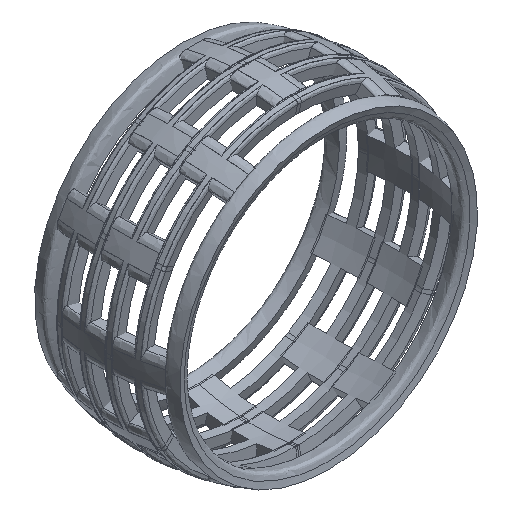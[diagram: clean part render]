
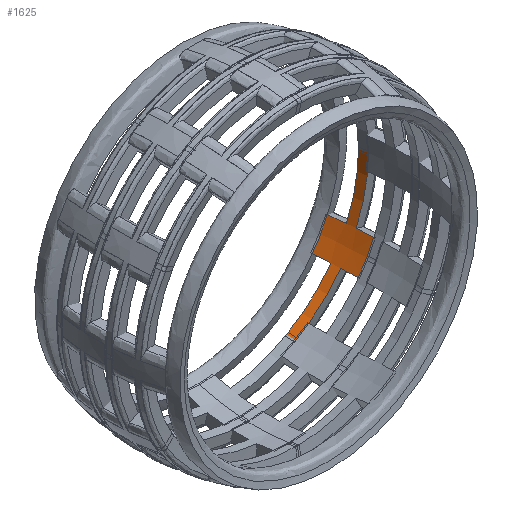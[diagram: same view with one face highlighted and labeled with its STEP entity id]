
A CAD part, isometric view. The second image highlights one B-rep face of the part: STEP entity #1625.
In plain terms, the highlighted free-form (B-spline) face has degree [3, 3] with [4, 8] control points.
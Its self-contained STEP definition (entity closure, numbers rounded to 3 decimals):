
#1625 = ADVANCED_FACE('',(#1626),#1744,.T.);
#1626 = FACE_BOUND('',#1627,.T.);
#1627 = EDGE_LOOP('',(#1628,#1640,#1649,#1658,#1667,#1676,#1685,#1695,
    #1704,#1716,#1725,#1737));
#1628 = ORIENTED_EDGE('',*,*,#1629,.T.);
#1629 = EDGE_CURVE('',#1630,#1632,#1634,.T.);
#1630 = VERTEX_POINT('',#1631);
#1631 = CARTESIAN_POINT('',(10.275,1.355,
    -7.502));
#1632 = VERTEX_POINT('',#1633);
#1633 = CARTESIAN_POINT('',(11.635,1.355,
    -5.147));
#1634 = B_SPLINE_CURVE_WITH_KNOTS('',3,(#1635,#1636,#1637,#1638,#1639),
  .UNSPECIFIED.,.F.,.F.,(4,1,4),(-18.4,-18.,-17.6),
  .QUASI_UNIFORM_KNOTS.);
#1635 = CARTESIAN_POINT('',(10.275,1.355,
    -7.502));
#1636 = CARTESIAN_POINT('',(10.542,1.355,
    -7.136));
#1637 = CARTESIAN_POINT('',(11.039,1.355,
    -6.373));
#1638 = CARTESIAN_POINT('',(11.451,1.355,
    -5.563));
#1639 = CARTESIAN_POINT('',(11.635,1.355,
    -5.147));
#1640 = ORIENTED_EDGE('',*,*,#1641,.T.);
#1641 = EDGE_CURVE('',#1632,#1642,#1644,.T.);
#1642 = VERTEX_POINT('',#1643);
#1643 = CARTESIAN_POINT('',(11.474,2.83,
    -5.076));
#1644 = B_SPLINE_CURVE_WITH_KNOTS('',3,(#1645,#1646,#1647,#1648),
  .UNSPECIFIED.,.F.,.F.,(4,4),(-17.6,-16.),.PIECEWISE_BEZIER_KNOTS.);
#1645 = CARTESIAN_POINT('',(11.635,1.355,
    -5.147));
#1646 = CARTESIAN_POINT('',(11.6,1.849,
    -5.132));
#1647 = CARTESIAN_POINT('',(11.546,2.341,
    -5.108));
#1648 = CARTESIAN_POINT('',(11.474,2.83,
    -5.076));
#1649 = ORIENTED_EDGE('',*,*,#1650,.T.);
#1650 = EDGE_CURVE('',#1642,#1651,#1653,.T.);
#1651 = VERTEX_POINT('',#1652);
#1652 = CARTESIAN_POINT('',(12.545,2.83,
    0.149));
#1653 = B_SPLINE_CURVE_WITH_KNOTS('',3,(#1654,#1655,#1656,#1657),
  .UNSPECIFIED.,.F.,.F.,(4,4),(-16.,-14.4),.PIECEWISE_BEZIER_KNOTS.);
#1654 = CARTESIAN_POINT('',(11.474,2.83,
    -5.076));
#1655 = CARTESIAN_POINT('',(12.199,2.83,
    -3.438));
#1656 = CARTESIAN_POINT('',(12.567,2.83,
    -1.642));
#1657 = CARTESIAN_POINT('',(12.545,2.83,
    0.149));
#1658 = ORIENTED_EDGE('',*,*,#1659,.T.);
#1659 = EDGE_CURVE('',#1651,#1660,#1662,.T.);
#1660 = VERTEX_POINT('',#1661);
#1661 = CARTESIAN_POINT('',(12.412,3.561,
    0.147));
#1662 = B_SPLINE_CURVE_WITH_KNOTS('',3,(#1663,#1664,#1665,#1666),
  .UNSPECIFIED.,.F.,.F.,(4,4),(-14.4,-13.6),.PIECEWISE_BEZIER_KNOTS.);
#1663 = CARTESIAN_POINT('',(12.545,2.83,0.149
    ));
#1664 = CARTESIAN_POINT('',(12.506,3.075,0.148)
  );
#1665 = CARTESIAN_POINT('',(12.461,3.319,
    0.148));
#1666 = CARTESIAN_POINT('',(12.412,3.561,
    0.147));
#1667 = ORIENTED_EDGE('',*,*,#1668,.T.);
#1668 = EDGE_CURVE('',#1660,#1669,#1671,.T.);
#1669 = VERTEX_POINT('',#1670);
#1670 = CARTESIAN_POINT('',(11.352,3.561,
    -5.022));
#1671 = B_SPLINE_CURVE_WITH_KNOTS('',3,(#1672,#1673,#1674,#1675),
  .UNSPECIFIED.,.F.,.F.,(4,4),(-13.6,-12.),.PIECEWISE_BEZIER_KNOTS.);
#1672 = CARTESIAN_POINT('',(12.412,3.561,
    0.147));
#1673 = CARTESIAN_POINT('',(12.434,3.561,
    -1.625));
#1674 = CARTESIAN_POINT('',(12.069,3.561,
    -3.402));
#1675 = CARTESIAN_POINT('',(11.352,3.561,
    -5.022));
#1676 = ORIENTED_EDGE('',*,*,#1677,.T.);
#1677 = EDGE_CURVE('',#1669,#1678,#1680,.T.);
#1678 = VERTEX_POINT('',#1679);
#1679 = CARTESIAN_POINT('',(11.03,5.005,
    -4.88));
#1680 = B_SPLINE_CURVE_WITH_KNOTS('',3,(#1681,#1682,#1683,#1684),
  .UNSPECIFIED.,.F.,.F.,(4,4),(-12.,-10.4),.PIECEWISE_BEZIER_KNOTS.);
#1681 = CARTESIAN_POINT('',(11.352,3.561,
    -5.022));
#1682 = CARTESIAN_POINT('',(11.262,4.047,
    -4.982));
#1683 = CARTESIAN_POINT('',(11.154,4.529,
    -4.935));
#1684 = CARTESIAN_POINT('',(11.03,5.005,
    -4.88));
#1685 = ORIENTED_EDGE('',*,*,#1686,.T.);
#1686 = EDGE_CURVE('',#1678,#1687,#1689,.T.);
#1687 = VERTEX_POINT('',#1688);
#1688 = CARTESIAN_POINT('',(9.74,5.005,
    -7.112));
#1689 = B_SPLINE_CURVE_WITH_KNOTS('',3,(#1690,#1691,#1692,#1693,#1694),
  .UNSPECIFIED.,.F.,.F.,(4,1,4),(-10.4,-10.,-9.6),
  .QUASI_UNIFORM_KNOTS.);
#1690 = CARTESIAN_POINT('',(11.03,5.005,-4.88
    ));
#1691 = CARTESIAN_POINT('',(10.856,5.005,
    -5.273));
#1692 = CARTESIAN_POINT('',(10.465,5.005,
    -6.042));
#1693 = CARTESIAN_POINT('',(9.994,5.005,
    -6.764));
#1694 = CARTESIAN_POINT('',(9.74,5.005,
    -7.112));
#1695 = ORIENTED_EDGE('',*,*,#1696,.T.);
#1696 = EDGE_CURVE('',#1687,#1697,#1699,.T.);
#1697 = VERTEX_POINT('',#1698);
#1698 = CARTESIAN_POINT('',(10.024,3.561,
    -7.32));
#1699 = B_SPLINE_CURVE_WITH_KNOTS('',3,(#1700,#1701,#1702,#1703),
  .UNSPECIFIED.,.F.,.F.,(4,4),(-25.6,-24.),.PIECEWISE_BEZIER_KNOTS.);
#1700 = CARTESIAN_POINT('',(9.74,5.005,
    -7.112));
#1701 = CARTESIAN_POINT('',(9.85,4.529,
    -7.192));
#1702 = CARTESIAN_POINT('',(9.945,4.047,
    -7.262));
#1703 = CARTESIAN_POINT('',(10.024,3.561,
    -7.32));
#1704 = ORIENTED_EDGE('',*,*,#1705,.T.);
#1705 = EDGE_CURVE('',#1697,#1706,#1708,.T.);
#1706 = VERTEX_POINT('',#1707);
#1707 = CARTESIAN_POINT('',(6.078,3.561,
    -10.823));
#1708 = B_SPLINE_CURVE_WITH_KNOTS('',3,(#1709,#1710,#1711,#1712,#1713,
    #1714,#1715),.UNSPECIFIED.,.F.,.F.,(4,1,1,1,4),(-24.,-23.6,-23.2,
    -22.8,-22.4),.QUASI_UNIFORM_KNOTS.);
#1709 = CARTESIAN_POINT('',(10.024,3.561,
    -7.32));
#1710 = CARTESIAN_POINT('',(9.763,3.561,-7.678
    ));
#1711 = CARTESIAN_POINT('',(9.203,3.561,
    -8.366));
#1712 = CARTESIAN_POINT('',(8.256,3.561,
    -9.301));
#1713 = CARTESIAN_POINT('',(7.214,3.561,
    -10.13));
#1714 = CARTESIAN_POINT('',(6.464,3.561,-10.605)
  );
#1715 = CARTESIAN_POINT('',(6.078,3.561,
    -10.823));
#1716 = ORIENTED_EDGE('',*,*,#1717,.T.);
#1717 = EDGE_CURVE('',#1706,#1718,#1720,.T.);
#1718 = VERTEX_POINT('',#1719);
#1719 = CARTESIAN_POINT('',(6.143,2.83,
    -10.939));
#1720 = B_SPLINE_CURVE_WITH_KNOTS('',3,(#1721,#1722,#1723,#1724),
  .UNSPECIFIED.,.F.,.F.,(4,4),(-22.4,-21.6),.PIECEWISE_BEZIER_KNOTS.);
#1721 = CARTESIAN_POINT('',(6.078,3.561,
    -10.823));
#1722 = CARTESIAN_POINT('',(6.102,3.319,-10.865
    ));
#1723 = CARTESIAN_POINT('',(6.124,3.075,
    -10.904));
#1724 = CARTESIAN_POINT('',(6.143,2.83,-10.939
    ));
#1725 = ORIENTED_EDGE('',*,*,#1726,.T.);
#1726 = EDGE_CURVE('',#1718,#1727,#1729,.T.);
#1727 = VERTEX_POINT('',#1728);
#1728 = CARTESIAN_POINT('',(10.132,2.83,
    -7.398));
#1729 = B_SPLINE_CURVE_WITH_KNOTS('',3,(#1730,#1731,#1732,#1733,#1734,
    #1735,#1736),.UNSPECIFIED.,.F.,.F.,(4,1,1,1,4),(-21.6,-21.2,-20.8,
    -20.4,-20.),.QUASI_UNIFORM_KNOTS.);
#1730 = CARTESIAN_POINT('',(6.143,2.83,
    -10.939));
#1731 = CARTESIAN_POINT('',(6.534,2.83,
    -10.719));
#1732 = CARTESIAN_POINT('',(7.291,2.83,-10.238
    ));
#1733 = CARTESIAN_POINT('',(8.344,2.83,
    -9.401));
#1734 = CARTESIAN_POINT('',(9.301,2.83,
    -8.456));
#1735 = CARTESIAN_POINT('',(9.868,2.83,
    -7.76));
#1736 = CARTESIAN_POINT('',(10.132,2.83,
    -7.398));
#1737 = ORIENTED_EDGE('',*,*,#1738,.T.);
#1738 = EDGE_CURVE('',#1727,#1630,#1739,.T.);
#1739 = B_SPLINE_CURVE_WITH_KNOTS('',3,(#1740,#1741,#1742,#1743),
  .UNSPECIFIED.,.F.,.F.,(4,4),(-20.,-18.4),.PIECEWISE_BEZIER_KNOTS.);
#1740 = CARTESIAN_POINT('',(10.132,2.83,
    -7.398));
#1741 = CARTESIAN_POINT('',(10.196,2.341,
    -7.445));
#1742 = CARTESIAN_POINT('',(10.243,1.849,
    -7.48));
#1743 = CARTESIAN_POINT('',(10.275,1.355,
    -7.502));
#1744 = B_SPLINE_SURFACE_WITH_KNOTS('',3,3,(
    (#1745,#1746,#1747,#1748,#1749,#1750,#1751,#1752)
    ,(#1753,#1754,#1755,#1756,#1757,#1758,#1759,#1760)
    ,(#1761,#1762,#1763,#1764,#1765,#1766,#1767,#1768)
    ,(#1769,#1770,#1771,#1772,#1773,#1774,#1775,#1776
  )),.UNSPECIFIED.,.F.,.F.,.F.,(4,4),(4,1,1,1,1,4),(0.,4.),(-1.6,-0.6,
    0.4,0.9,1.4,2.4),.UNSPECIFIED.);
#1745 = CARTESIAN_POINT('',(5.906,5.005,
    -10.516));
#1746 = CARTESIAN_POINT('',(6.844,5.005,
    -9.988));
#1747 = CARTESIAN_POINT('',(8.58,5.005,
    -8.683));
#1748 = CARTESIAN_POINT('',(10.238,5.005,
    -6.532));
#1749 = CARTESIAN_POINT('',(11.19,5.005,
    -4.596));
#1750 = CARTESIAN_POINT('',(11.873,5.005,
    -2.55));
#1751 = CARTESIAN_POINT('',(12.073,5.005,
    -0.933));
#1752 = CARTESIAN_POINT('',(12.06,5.005,
    0.143));
#1753 = CARTESIAN_POINT('',(6.072,3.815,
    -10.812));
#1754 = CARTESIAN_POINT('',(7.037,3.815,
    -10.27));
#1755 = CARTESIAN_POINT('',(8.822,3.815,-8.928
    ));
#1756 = CARTESIAN_POINT('',(10.526,3.815,
    -6.716));
#1757 = CARTESIAN_POINT('',(11.506,3.815,
    -4.726));
#1758 = CARTESIAN_POINT('',(12.208,3.815,
    -2.622));
#1759 = CARTESIAN_POINT('',(12.413,3.815,
    -0.959));
#1760 = CARTESIAN_POINT('',(12.4,3.815,
    0.147));
#1761 = CARTESIAN_POINT('',(6.183,2.589,
    -11.009));
#1762 = CARTESIAN_POINT('',(7.165,2.589,
    -10.456));
#1763 = CARTESIAN_POINT('',(8.982,2.589,
    -9.09));
#1764 = CARTESIAN_POINT('',(10.717,2.589,
    -6.838));
#1765 = CARTESIAN_POINT('',(11.715,2.589,
    -4.812));
#1766 = CARTESIAN_POINT('',(12.43,2.589,
    -2.669));
#1767 = CARTESIAN_POINT('',(12.639,2.589,
    -0.977));
#1768 = CARTESIAN_POINT('',(12.625,2.589,0.15
    ));
#1769 = CARTESIAN_POINT('',(6.23,1.355,
    -11.093));
#1770 = CARTESIAN_POINT('',(7.22,1.355,
    -10.536));
#1771 = CARTESIAN_POINT('',(9.051,1.355,-9.159
    ));
#1772 = CARTESIAN_POINT('',(10.799,1.355,
    -6.891));
#1773 = CARTESIAN_POINT('',(11.804,1.355,
    -4.849));
#1774 = CARTESIAN_POINT('',(12.525,1.355,
    -2.69));
#1775 = CARTESIAN_POINT('',(12.736,1.355,
    -0.984));
#1776 = CARTESIAN_POINT('',(12.722,1.355,
    0.151));
